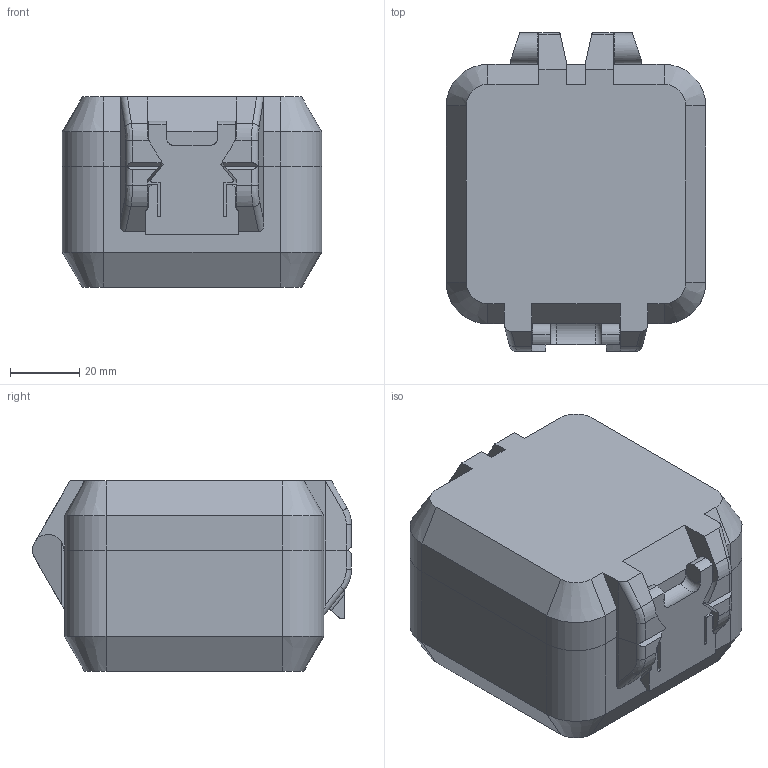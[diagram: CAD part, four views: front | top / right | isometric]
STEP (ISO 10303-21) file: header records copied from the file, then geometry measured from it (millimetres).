
FILE_DESCRIPTION(/* description */ (''),/* implementation_level */ '2;1');
FILE_NAME(/* name */ 'snaplock-storage-box-1-latch 70x70x50.step',/* time_stamp */ '2024-03-21T23:44:25-05:00',/* author */ (''),/* organization */ (''),/* preprocessor_version */ 'ST-DEVELOPER v20',/* originating_system */ 'Autodesk Translation Framework v12.20.1.177',/* authorisation */ '');
FILE_SCHEMA (('AUTOMOTIVE_DESIGN { 1 0 10303 214 3 1 1 }'));
Length unit declared in the file: millimetre
Products named in the file (4): 2 latches; Bottom; lid; latch
Assembly tree (3 placements, depth 2):
  2 latches
    Bottom
    lid
    latch
Bounding box: 75 x 92.25 x 55 mm (x, y, z)
Volume: 67164.9 mm3; surface area: 51552 mm2
Topology: 3 solids, 3 shells, 230 faces, 589 edges, 374 vertices
Faces by surface type: plane 118, cylinder 52, cone 44, sphere 8, bspline 6, torus 2
Entity records: 7378 total; most frequent: CARTESIAN_POINT 1704, ORIENTED_EDGE 1178, DIRECTION 1169, EDGE_CURVE 589, AXIS2_PLACEMENT_3D 407, VERTEX_POINT 374, LINE 355, VECTOR 355
